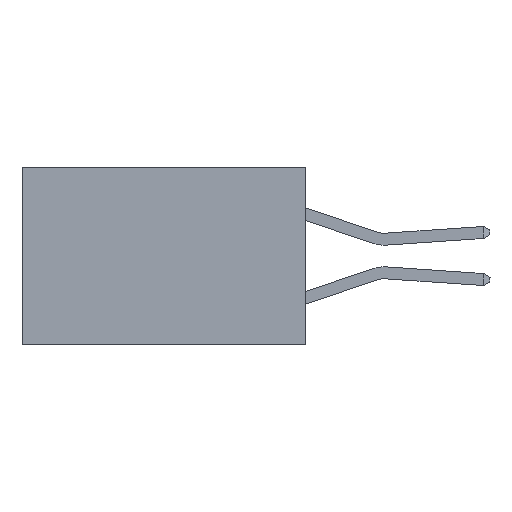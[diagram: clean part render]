
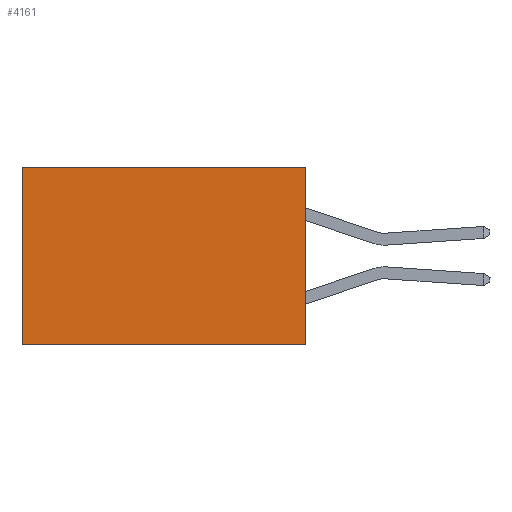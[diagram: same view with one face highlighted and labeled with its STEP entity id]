
A CAD part, left-side view. The second image highlights one B-rep face of the part: STEP entity #4161.
In plain terms, the highlighted planar face has unit normal (-1, 0, 0).
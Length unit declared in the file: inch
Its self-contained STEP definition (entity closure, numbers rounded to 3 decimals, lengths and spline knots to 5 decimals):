
#1311 = CARTESIAN_POINT ( 'NONE',  ( 0.277, 0., -0.37 ) ) ;
#1364 = DIRECTION ( 'NONE',  ( 0., 1., 0. ) ) ;
#1381 = CARTESIAN_POINT ( 'NONE',  ( 0.277, 0.59, 0. ) ) ;
#1817 = VERTEX_POINT ( 'NONE', #1381 ) ;
#1831 = AXIS2_PLACEMENT_3D ( 'NONE', #6863, #5581, #4549 ) ;
#1872 = LINE ( 'NONE', #7350, #4919 ) ;
#2074 = VECTOR ( 'NONE', #7305, 39.37008 ) ;
#2541 = VERTEX_POINT ( 'NONE', #7785 ) ;
#2703 = FACE_OUTER_BOUND ( 'NONE', #7615, .T. ) ;
#2801 = EDGE_CURVE ( 'NONE', #3710, #1817, #5717, .T. ) ;
#3710 = VERTEX_POINT ( 'NONE', #8120 ) ;
#3724 = VERTEX_POINT ( 'NONE', #5308 ) ;
#3850 = LINE ( 'NONE', #7887, #2074 ) ;
#3919 = EDGE_CURVE ( 'NONE', #3710, #2541, #1872, .T. ) ;
#3991 = ORIENTED_EDGE ( 'NONE', *, *, #3919, .F. ) ;
#4161 = ADVANCED_FACE ( 'NONE', ( #2703 ), #6912, .F. ) ;
#4168 = VECTOR ( 'NONE', #1364, 39.37008 ) ;
#4260 = ORIENTED_EDGE ( 'NONE', *, *, #5777, .F. ) ;
#4394 = ORIENTED_EDGE ( 'NONE', *, *, #7718, .T. ) ;
#4549 = DIRECTION ( 'NONE',  ( 0., 0., -1. ) ) ;
#4573 = ORIENTED_EDGE ( 'NONE', *, *, #2801, .T. ) ;
#4919 = VECTOR ( 'NONE', #6425, 39.37008 ) ;
#5308 = CARTESIAN_POINT ( 'NONE',  ( 0.277, 0.59, -0.37 ) ) ;
#5456 = DIRECTION ( 'NONE',  ( 0., 1., 0. ) ) ;
#5520 = VECTOR ( 'NONE', #5456, 39.37008 ) ;
#5581 = DIRECTION ( 'NONE',  ( 1., 0., 0. ) ) ;
#5717 = LINE ( 'NONE', #6007, #5520 ) ;
#5777 = EDGE_CURVE ( 'NONE', #2541, #3724, #5818, .T. ) ;
#5818 = LINE ( 'NONE', #1311, #4168 ) ;
#6007 = CARTESIAN_POINT ( 'NONE',  ( 0.277, 0., 0. ) ) ;
#6425 = DIRECTION ( 'NONE',  ( 0., 0., -1. ) ) ;
#6863 = CARTESIAN_POINT ( 'NONE',  ( 0.277, 0., -0.37 ) ) ;
#6912 = PLANE ( 'NONE',  #1831 ) ;
#7305 = DIRECTION ( 'NONE',  ( 0., 0., -1. ) ) ;
#7350 = CARTESIAN_POINT ( 'NONE',  ( 0.277, 0., -0.37 ) ) ;
#7615 = EDGE_LOOP ( 'NONE', ( #4394, #4260, #3991, #4573 ) ) ;
#7718 = EDGE_CURVE ( 'NONE', #1817, #3724, #3850, .T. ) ;
#7785 = CARTESIAN_POINT ( 'NONE',  ( 0.277, 0., -0.37 ) ) ;
#7887 = CARTESIAN_POINT ( 'NONE',  ( 0.277, 0.59, -0.37 ) ) ;
#8120 = CARTESIAN_POINT ( 'NONE',  ( 0.277, 0., 0. ) ) ;
